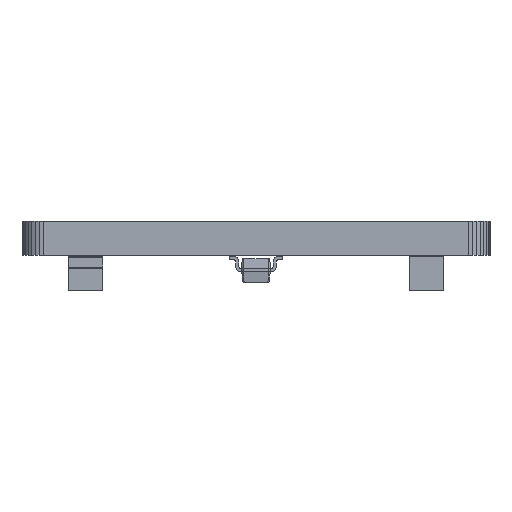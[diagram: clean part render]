
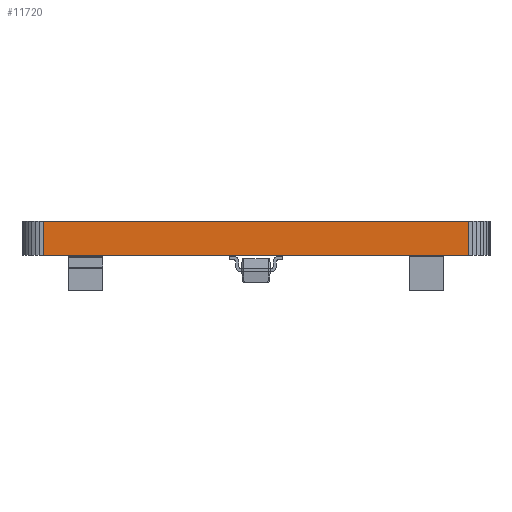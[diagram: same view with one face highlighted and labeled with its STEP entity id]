
A CAD part, front view. The second image highlights one B-rep face of the part: STEP entity #11720.
In plain terms, the highlighted planar face has unit normal (0, -1, 0).
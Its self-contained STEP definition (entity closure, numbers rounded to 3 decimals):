
#8909 = PLANE('',#8910);
#8910 = AXIS2_PLACEMENT_3D('',#8911,#8912,#8913);
#8911 = CARTESIAN_POINT('',(0.,-17.5,1.6));
#8912 = DIRECTION('',(-0.,-0.,-1.));
#8913 = DIRECTION('',(-1.,0.,0.));
#8963 = PLANE('',#8964);
#8964 = AXIS2_PLACEMENT_3D('',#8965,#8966,#8967);
#8965 = CARTESIAN_POINT('',(0.,-17.5,0.));
#8966 = DIRECTION('',(-0.,-0.,-1.));
#8967 = DIRECTION('',(-1.,0.,0.));
#9492 = VERTEX_POINT('',#9493);
#9493 = CARTESIAN_POINT('',(10.,-34.,0.));
#9507 = PLANE('',#9508);
#9508 = AXIS2_PLACEMENT_3D('',#9509,#9510,#9511);
#9509 = CARTESIAN_POINT('',(10.195,-33.981,0.));
#9510 = DIRECTION('',(0.098,-0.995,0.));
#9511 = DIRECTION('',(-0.995,-0.098,0.));
#9519 = EDGE_CURVE('',#9492,#9520,#9522,.T.);
#9520 = VERTEX_POINT('',#9521);
#9521 = CARTESIAN_POINT('',(-10.,-34.,0.));
#9522 = SURFACE_CURVE('',#9523,(#9527,#9534),.PCURVE_S1.);
#9523 = LINE('',#9524,#9525);
#9524 = CARTESIAN_POINT('',(10.,-34.,0.));
#9525 = VECTOR('',#9526,1.);
#9526 = DIRECTION('',(-1.,0.,0.));
#9527 = PCURVE('',#8963,#9528);
#9528 = DEFINITIONAL_REPRESENTATION('',(#9529),#9533);
#9529 = LINE('',#9530,#9531);
#9530 = CARTESIAN_POINT('',(-10.,-16.5));
#9531 = VECTOR('',#9532,1.);
#9532 = DIRECTION('',(1.,0.));
#9533 = ( GEOMETRIC_REPRESENTATION_CONTEXT(2) 
PARAMETRIC_REPRESENTATION_CONTEXT() REPRESENTATION_CONTEXT('2D SPACE',''
  ) );
#9534 = PCURVE('',#9535,#9540);
#9535 = PLANE('',#9536);
#9536 = AXIS2_PLACEMENT_3D('',#9537,#9538,#9539);
#9537 = CARTESIAN_POINT('',(10.,-34.,0.));
#9538 = DIRECTION('',(0.,-1.,0.));
#9539 = DIRECTION('',(-1.,0.,0.));
#9540 = DEFINITIONAL_REPRESENTATION('',(#9541),#9545);
#9541 = LINE('',#9542,#9543);
#9542 = CARTESIAN_POINT('',(0.,-0.));
#9543 = VECTOR('',#9544,1.);
#9544 = DIRECTION('',(1.,0.));
#9545 = ( GEOMETRIC_REPRESENTATION_CONTEXT(2) 
PARAMETRIC_REPRESENTATION_CONTEXT() REPRESENTATION_CONTEXT('2D SPACE',''
  ) );
#9563 = PLANE('',#9564);
#9564 = AXIS2_PLACEMENT_3D('',#9565,#9566,#9567);
#9565 = CARTESIAN_POINT('',(-10.,-34.,0.));
#9566 = DIRECTION('',(-0.098,-0.995,0.));
#9567 = DIRECTION('',(-0.995,0.098,0.));
#10420 = VERTEX_POINT('',#10421);
#10421 = CARTESIAN_POINT('',(10.,-34.,1.6));
#10442 = EDGE_CURVE('',#10420,#10443,#10445,.T.);
#10443 = VERTEX_POINT('',#10444);
#10444 = CARTESIAN_POINT('',(-10.,-34.,1.6));
#10445 = SURFACE_CURVE('',#10446,(#10450,#10457),.PCURVE_S1.);
#10446 = LINE('',#10447,#10448);
#10447 = CARTESIAN_POINT('',(10.,-34.,1.6));
#10448 = VECTOR('',#10449,1.);
#10449 = DIRECTION('',(-1.,0.,0.));
#10450 = PCURVE('',#8909,#10451);
#10451 = DEFINITIONAL_REPRESENTATION('',(#10452),#10456);
#10452 = LINE('',#10453,#10454);
#10453 = CARTESIAN_POINT('',(-10.,-16.5));
#10454 = VECTOR('',#10455,1.);
#10455 = DIRECTION('',(1.,0.));
#10456 = ( GEOMETRIC_REPRESENTATION_CONTEXT(2) 
PARAMETRIC_REPRESENTATION_CONTEXT() REPRESENTATION_CONTEXT('2D SPACE',''
  ) );
#10457 = PCURVE('',#9535,#10458);
#10458 = DEFINITIONAL_REPRESENTATION('',(#10459),#10463);
#10459 = LINE('',#10460,#10461);
#10460 = CARTESIAN_POINT('',(0.,-1.6));
#10461 = VECTOR('',#10462,1.);
#10462 = DIRECTION('',(1.,0.));
#10463 = ( GEOMETRIC_REPRESENTATION_CONTEXT(2) 
PARAMETRIC_REPRESENTATION_CONTEXT() REPRESENTATION_CONTEXT('2D SPACE',''
  ) );
#11672 = EDGE_CURVE('',#9492,#10420,#11673,.T.);
#11673 = SURFACE_CURVE('',#11674,(#11678,#11685),.PCURVE_S1.);
#11674 = LINE('',#11675,#11676);
#11675 = CARTESIAN_POINT('',(10.,-34.,0.));
#11676 = VECTOR('',#11677,1.);
#11677 = DIRECTION('',(0.,0.,1.));
#11678 = PCURVE('',#9507,#11679);
#11679 = DEFINITIONAL_REPRESENTATION('',(#11680),#11684);
#11680 = LINE('',#11681,#11682);
#11681 = CARTESIAN_POINT('',(0.196,0.));
#11682 = VECTOR('',#11683,1.);
#11683 = DIRECTION('',(0.,-1.));
#11684 = ( GEOMETRIC_REPRESENTATION_CONTEXT(2) 
PARAMETRIC_REPRESENTATION_CONTEXT() REPRESENTATION_CONTEXT('2D SPACE',''
  ) );
#11685 = PCURVE('',#9535,#11686);
#11686 = DEFINITIONAL_REPRESENTATION('',(#11687),#11691);
#11687 = LINE('',#11688,#11689);
#11688 = CARTESIAN_POINT('',(0.,-0.));
#11689 = VECTOR('',#11690,1.);
#11690 = DIRECTION('',(0.,-1.));
#11691 = ( GEOMETRIC_REPRESENTATION_CONTEXT(2) 
PARAMETRIC_REPRESENTATION_CONTEXT() REPRESENTATION_CONTEXT('2D SPACE',''
  ) );
#11720 = ADVANCED_FACE('',(#11721),#9535,.T.);
#11721 = FACE_BOUND('',#11722,.T.);
#11722 = EDGE_LOOP('',(#11723,#11724,#11725,#11746));
#11723 = ORIENTED_EDGE('',*,*,#11672,.T.);
#11724 = ORIENTED_EDGE('',*,*,#10442,.T.);
#11725 = ORIENTED_EDGE('',*,*,#11726,.F.);
#11726 = EDGE_CURVE('',#9520,#10443,#11727,.T.);
#11727 = SURFACE_CURVE('',#11728,(#11732,#11739),.PCURVE_S1.);
#11728 = LINE('',#11729,#11730);
#11729 = CARTESIAN_POINT('',(-10.,-34.,0.));
#11730 = VECTOR('',#11731,1.);
#11731 = DIRECTION('',(0.,0.,1.));
#11732 = PCURVE('',#9535,#11733);
#11733 = DEFINITIONAL_REPRESENTATION('',(#11734),#11738);
#11734 = LINE('',#11735,#11736);
#11735 = CARTESIAN_POINT('',(20.,0.));
#11736 = VECTOR('',#11737,1.);
#11737 = DIRECTION('',(0.,-1.));
#11738 = ( GEOMETRIC_REPRESENTATION_CONTEXT(2) 
PARAMETRIC_REPRESENTATION_CONTEXT() REPRESENTATION_CONTEXT('2D SPACE',''
  ) );
#11739 = PCURVE('',#9563,#11740);
#11740 = DEFINITIONAL_REPRESENTATION('',(#11741),#11745);
#11741 = LINE('',#11742,#11743);
#11742 = CARTESIAN_POINT('',(0.,0.));
#11743 = VECTOR('',#11744,1.);
#11744 = DIRECTION('',(0.,-1.));
#11745 = ( GEOMETRIC_REPRESENTATION_CONTEXT(2) 
PARAMETRIC_REPRESENTATION_CONTEXT() REPRESENTATION_CONTEXT('2D SPACE',''
  ) );
#11746 = ORIENTED_EDGE('',*,*,#9519,.F.);
